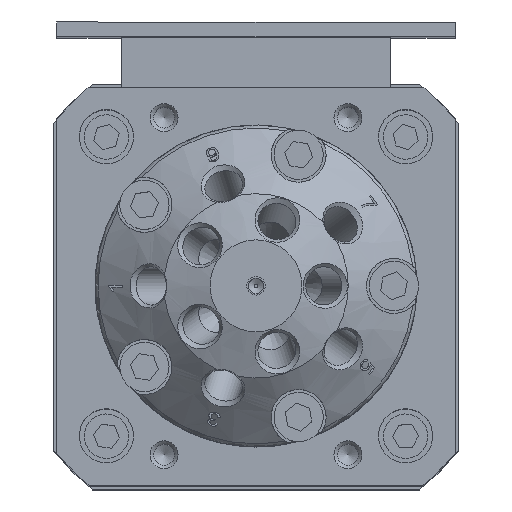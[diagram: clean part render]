
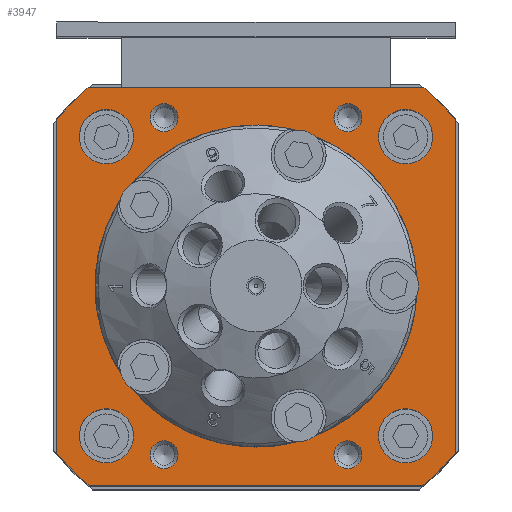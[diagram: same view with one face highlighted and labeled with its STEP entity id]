
A CAD part, top view. The second image highlights one B-rep face of the part: STEP entity #3947.
In plain terms, the highlighted planar face has unit normal (0, 0, 1).
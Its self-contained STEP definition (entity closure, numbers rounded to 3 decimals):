
#3773=CARTESIAN_POINT('',(20.955,20.955,40.375));
#3774=DIRECTION('',(0.0,0.0,1.0));
#3775=DIRECTION('',(1.0,0.0,0.0));
#3776=AXIS2_PLACEMENT_3D('',#3773,#3774,#3775);
#3777=PLANE('',#3776);
#3778=CARTESIAN_POINT('',(3.664,41.592,40.375));
#3779=VERTEX_POINT('',#3778);
#3780=CARTESIAN_POINT('',(38.246,41.592,40.375));
#3781=VERTEX_POINT('',#3780);
#3782=CARTESIAN_POINT('',(3.664,41.592,40.375));
#3783=DIRECTION('',(1.0,0.0,0.0));
#3784=VECTOR('',#3783,34.583);
#3785=LINE('',#3782,#3784);
#3786=EDGE_CURVE('',#3779,#3781,#3785,.T.);
#3787=ORIENTED_EDGE('',*,*,#3786,.F.);
#3788=CARTESIAN_POINT('',(0.318,38.246,40.375));
#3789=VERTEX_POINT('',#3788);
#3790=CARTESIAN_POINT('',(20.955,20.955,40.375));
#3791=DIRECTION('',(0.,0.,-1.0));
#3792=DIRECTION('',(0.642,-0.767,0.));
#3793=AXIS2_PLACEMENT_3D('',#3790,#3791,#3792);
#3794=CIRCLE('',#3793,26.924);
#3795=EDGE_CURVE('',#3789,#3779,#3794,.T.);
#3796=ORIENTED_EDGE('',*,*,#3795,.F.);
#3797=CARTESIAN_POINT('',(0.318,3.664,40.375));
#3798=VERTEX_POINT('',#3797);
#3799=CARTESIAN_POINT('',(0.318,3.664,40.375));
#3800=DIRECTION('',(0.0,1.0,0.0));
#3801=VECTOR('',#3800,34.583);
#3802=LINE('',#3799,#3801);
#3803=EDGE_CURVE('',#3798,#3789,#3802,.T.);
#3804=ORIENTED_EDGE('',*,*,#3803,.F.);
#3805=CARTESIAN_POINT('',(3.664,0.317,40.375));
#3806=VERTEX_POINT('',#3805);
#3807=CARTESIAN_POINT('',(20.955,20.955,40.375));
#3808=DIRECTION('',(0.,0.,-1.0));
#3809=DIRECTION('',(0.767,0.642,0.));
#3810=AXIS2_PLACEMENT_3D('',#3807,#3808,#3809);
#3811=CIRCLE('',#3810,26.924);
#3812=EDGE_CURVE('',#3806,#3798,#3811,.T.);
#3813=ORIENTED_EDGE('',*,*,#3812,.F.);
#3814=CARTESIAN_POINT('',(38.246,0.317,40.375));
#3815=VERTEX_POINT('',#3814);
#3816=CARTESIAN_POINT('',(38.246,0.317,40.375));
#3817=DIRECTION('',(-1.0,0.0,0.0));
#3818=VECTOR('',#3817,34.583);
#3819=LINE('',#3816,#3818);
#3820=EDGE_CURVE('',#3815,#3806,#3819,.T.);
#3821=ORIENTED_EDGE('',*,*,#3820,.F.);
#3822=CARTESIAN_POINT('',(41.593,3.664,40.375));
#3823=VERTEX_POINT('',#3822);
#3824=CARTESIAN_POINT('',(20.955,20.955,40.375));
#3825=DIRECTION('',(0.,0.,-1.0));
#3826=DIRECTION('',(-0.642,0.767,0.));
#3827=AXIS2_PLACEMENT_3D('',#3824,#3825,#3826);
#3828=CIRCLE('',#3827,26.924);
#3829=EDGE_CURVE('',#3823,#3815,#3828,.T.);
#3830=ORIENTED_EDGE('',*,*,#3829,.F.);
#3831=CARTESIAN_POINT('',(41.593,38.246,40.375));
#3832=VERTEX_POINT('',#3831);
#3833=CARTESIAN_POINT('',(41.593,38.246,40.375));
#3834=DIRECTION('',(0.0,-1.0,0.0));
#3835=VECTOR('',#3834,34.583);
#3836=LINE('',#3833,#3835);
#3837=EDGE_CURVE('',#3832,#3823,#3836,.T.);
#3838=ORIENTED_EDGE('',*,*,#3837,.F.);
#3839=CARTESIAN_POINT('',(20.955,20.955,40.375));
#3840=DIRECTION('',(0.,0.,-1.0));
#3841=DIRECTION('',(-0.767,-0.642,0.));
#3842=AXIS2_PLACEMENT_3D('',#3839,#3840,#3841);
#3843=CIRCLE('',#3842,26.924);
#3844=EDGE_CURVE('',#3781,#3832,#3843,.T.);
#3845=ORIENTED_EDGE('',*,*,#3844,.F.);
#3846=EDGE_LOOP('',(#3787,#3796,#3804,#3813,#3821,#3830,#3838,#3845));
#3847=FACE_OUTER_BOUND('',#3846,.T.);
#3848=CARTESIAN_POINT('',(37.63,20.955,40.375));
#3849=VERTEX_POINT('',#3848);
#3850=CARTESIAN_POINT('',(20.955,20.955,40.375));
#3851=DIRECTION('',(0.0,0.0,-1.0));
#3852=DIRECTION('',(-1.0,0.0,0.0));
#3853=AXIS2_PLACEMENT_3D('',#3850,#3851,#3852);
#3854=CIRCLE('',#3853,16.675);
#3855=EDGE_CURVE('',#3849,#3849,#3854,.T.);
#3856=ORIENTED_EDGE('',*,*,#3855,.T.);
#3857=EDGE_LOOP('',(#3856));
#3858=FACE_BOUND('',#3857,.T.);
#3859=CARTESIAN_POINT('',(8.268,5.461,40.375));
#3860=VERTEX_POINT('',#3859);
#3861=CARTESIAN_POINT('',(5.461,5.461,40.375));
#3862=DIRECTION('',(0.0,0.0,-1.0));
#3863=DIRECTION('',(1.0,0.0,0.0));
#3864=AXIS2_PLACEMENT_3D('',#3861,#3862,#3863);
#3865=CIRCLE('',#3864,2.807);
#3866=EDGE_CURVE('',#3860,#3860,#3865,.T.);
#3867=ORIENTED_EDGE('',*,*,#3866,.T.);
#3868=EDGE_LOOP('',(#3867));
#3869=FACE_BOUND('',#3868,.T.);
#3870=CARTESIAN_POINT('',(39.256,36.449,40.375));
#3871=VERTEX_POINT('',#3870);
#3872=CARTESIAN_POINT('',(36.449,36.449,40.375));
#3873=DIRECTION('',(0.0,0.0,-1.0));
#3874=DIRECTION('',(1.0,0.0,0.0));
#3875=AXIS2_PLACEMENT_3D('',#3872,#3873,#3874);
#3876=CIRCLE('',#3875,2.807);
#3877=EDGE_CURVE('',#3871,#3871,#3876,.T.);
#3878=ORIENTED_EDGE('',*,*,#3877,.T.);
#3879=EDGE_LOOP('',(#3878));
#3880=FACE_BOUND('',#3879,.T.);
#3881=CARTESIAN_POINT('',(8.268,36.449,40.375));
#3882=VERTEX_POINT('',#3881);
#3883=CARTESIAN_POINT('',(5.461,36.449,40.375));
#3884=DIRECTION('',(0.0,0.0,-1.0));
#3885=DIRECTION('',(1.0,0.0,0.0));
#3886=AXIS2_PLACEMENT_3D('',#3883,#3884,#3885);
#3887=CIRCLE('',#3886,2.807);
#3888=EDGE_CURVE('',#3882,#3882,#3887,.T.);
#3889=ORIENTED_EDGE('',*,*,#3888,.T.);
#3890=EDGE_LOOP('',(#3889));
#3891=FACE_BOUND('',#3890,.T.);
#3892=CARTESIAN_POINT('',(39.256,5.461,40.375));
#3893=VERTEX_POINT('',#3892);
#3894=CARTESIAN_POINT('',(36.449,5.461,40.375));
#3895=DIRECTION('',(0.0,0.0,-1.0));
#3896=DIRECTION('',(1.0,0.0,0.0));
#3897=AXIS2_PLACEMENT_3D('',#3894,#3895,#3896);
#3898=CIRCLE('',#3897,2.807);
#3899=EDGE_CURVE('',#3893,#3893,#3898,.T.);
#3900=ORIENTED_EDGE('',*,*,#3899,.T.);
#3901=EDGE_LOOP('',(#3900));
#3902=FACE_BOUND('',#3901,.T.);
#3903=CARTESIAN_POINT('',(12.88,3.492,40.375));
#3904=VERTEX_POINT('',#3903);
#3905=CARTESIAN_POINT('',(11.43,3.492,40.375));
#3906=DIRECTION('',(0.0,0.0,-1.0));
#3907=DIRECTION('',(1.0,0.0,0.0));
#3908=AXIS2_PLACEMENT_3D('',#3905,#3906,#3907);
#3909=CIRCLE('',#3908,1.45);
#3910=EDGE_CURVE('',#3904,#3904,#3909,.T.);
#3911=ORIENTED_EDGE('',*,*,#3910,.T.);
#3912=EDGE_LOOP('',(#3911));
#3913=FACE_BOUND('',#3912,.T.);
#3914=CARTESIAN_POINT('',(31.93,38.417,40.375));
#3915=VERTEX_POINT('',#3914);
#3916=CARTESIAN_POINT('',(30.48,38.417,40.375));
#3917=DIRECTION('',(0.0,0.0,-1.0));
#3918=DIRECTION('',(1.0,0.0,0.0));
#3919=AXIS2_PLACEMENT_3D('',#3916,#3917,#3918);
#3920=CIRCLE('',#3919,1.45);
#3921=EDGE_CURVE('',#3915,#3915,#3920,.T.);
#3922=ORIENTED_EDGE('',*,*,#3921,.T.);
#3923=EDGE_LOOP('',(#3922));
#3924=FACE_BOUND('',#3923,.T.);
#3925=CARTESIAN_POINT('',(12.88,38.417,40.375));
#3926=VERTEX_POINT('',#3925);
#3927=CARTESIAN_POINT('',(11.43,38.417,40.375));
#3928=DIRECTION('',(0.0,0.0,-1.0));
#3929=DIRECTION('',(1.0,0.0,0.0));
#3930=AXIS2_PLACEMENT_3D('',#3927,#3928,#3929);
#3931=CIRCLE('',#3930,1.45);
#3932=EDGE_CURVE('',#3926,#3926,#3931,.T.);
#3933=ORIENTED_EDGE('',*,*,#3932,.T.);
#3934=EDGE_LOOP('',(#3933));
#3935=FACE_BOUND('',#3934,.T.);
#3936=CARTESIAN_POINT('',(31.93,3.492,40.375));
#3937=VERTEX_POINT('',#3936);
#3938=CARTESIAN_POINT('',(30.48,3.492,40.375));
#3939=DIRECTION('',(0.0,0.0,-1.0));
#3940=DIRECTION('',(1.0,0.0,0.0));
#3941=AXIS2_PLACEMENT_3D('',#3938,#3939,#3940);
#3942=CIRCLE('',#3941,1.45);
#3943=EDGE_CURVE('',#3937,#3937,#3942,.T.);
#3944=ORIENTED_EDGE('',*,*,#3943,.T.);
#3945=EDGE_LOOP('',(#3944));
#3946=FACE_BOUND('',#3945,.T.);
#3947=ADVANCED_FACE('',(#3847,#3858,#3869,#3880,#3891,#3902,#3913,#3924,#3935,#3946),#3777,.T.);
